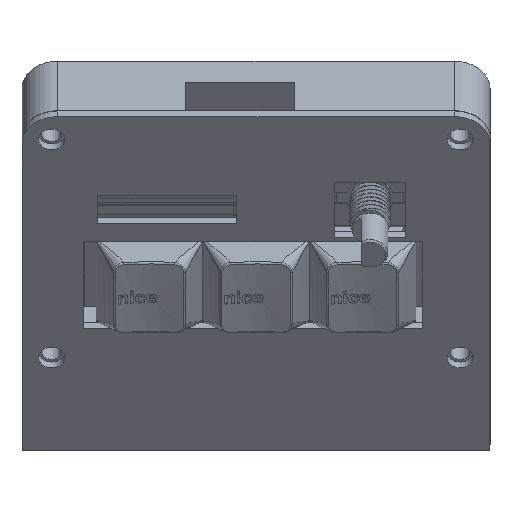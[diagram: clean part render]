
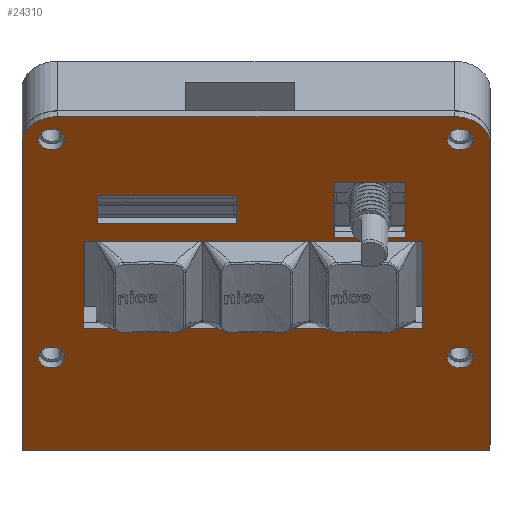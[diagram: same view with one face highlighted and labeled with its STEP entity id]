
A CAD part, top view. The second image highlights one B-rep face of the part: STEP entity #24310.
In plain terms, the highlighted planar face has unit normal (0, -0.643, 0.766).
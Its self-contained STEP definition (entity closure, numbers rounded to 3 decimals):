
#1807=FACE_BOUND('',#4317,.T.);
#1808=FACE_BOUND('',#4318,.T.);
#1809=FACE_BOUND('',#4319,.T.);
#1810=FACE_BOUND('',#4320,.T.);
#1811=FACE_BOUND('',#4321,.T.);
#1812=FACE_BOUND('',#4322,.T.);
#1813=FACE_BOUND('',#4323,.T.);
#1862=CIRCLE('',#25344,6.);
#1869=CIRCLE('',#25354,6.);
#1870=CIRCLE('',#25455,2.25);
#1871=CIRCLE('',#25457,2.25);
#1872=CIRCLE('',#25459,2.25);
#1873=CIRCLE('',#25461,2.25);
#2924=FACE_OUTER_BOUND('',#4316,.T.);
#4316=EDGE_LOOP('',(#20076,#20077,#20078,#20079,#20080,#20081));
#4317=EDGE_LOOP('',(#20082));
#4318=EDGE_LOOP('',(#20083));
#4319=EDGE_LOOP('',(#20084));
#4320=EDGE_LOOP('',(#20085));
#4321=EDGE_LOOP('',(#20086,#20087,#20088,#20089));
#4322=EDGE_LOOP('',(#20090,#20091,#20092,#20093));
#4323=EDGE_LOOP('',(#20094,#20095,#20096,#20097));
#5841=LINE('',#34545,#8419);
#5844=LINE('',#34551,#8422);
#5849=LINE('',#34560,#8427);
#5851=LINE('',#34563,#8429);
#5941=LINE('',#35983,#8519);
#6361=LINE('',#41028,#8939);
#6363=LINE('',#41032,#8941);
#6365=LINE('',#41035,#8943);
#6367=LINE('',#41040,#8945);
#6369=LINE('',#41044,#8947);
#6371=LINE('',#41048,#8949);
#6373=LINE('',#41051,#8951);
#6375=LINE('',#41056,#8953);
#6377=LINE('',#41060,#8955);
#6379=LINE('',#41064,#8957);
#6381=LINE('',#41067,#8959);
#8419=VECTOR('',#28001,10.);
#8422=VECTOR('',#28006,10.);
#8427=VECTOR('',#28013,10.);
#8429=VECTOR('',#28017,10.);
#8519=VECTOR('',#28127,10.);
#8939=VECTOR('',#28767,10.);
#8941=VECTOR('',#28771,10.);
#8943=VECTOR('',#28775,10.);
#8945=VECTOR('',#28779,10.);
#8947=VECTOR('',#28783,10.);
#8949=VECTOR('',#28787,10.);
#8951=VECTOR('',#28791,10.);
#8953=VECTOR('',#28795,10.);
#8955=VECTOR('',#28799,10.);
#8957=VECTOR('',#28803,10.);
#8959=VECTOR('',#28807,10.);
#10717=VERTEX_POINT('',#34541);
#10719=VERTEX_POINT('',#34544);
#10721=VERTEX_POINT('',#34550);
#10724=VERTEX_POINT('',#34558);
#10725=VERTEX_POINT('',#34565);
#10726=VERTEX_POINT('',#34566);
#11024=VERTEX_POINT('',#35982);
#11025=VERTEX_POINT('',#35986);
#11415=VERTEX_POINT('',#41011);
#11416=VERTEX_POINT('',#41015);
#11417=VERTEX_POINT('',#41019);
#11418=VERTEX_POINT('',#41023);
#11419=VERTEX_POINT('',#41027);
#11420=VERTEX_POINT('',#41031);
#11421=VERTEX_POINT('',#41037);
#11422=VERTEX_POINT('',#41039);
#11423=VERTEX_POINT('',#41043);
#11424=VERTEX_POINT('',#41047);
#11425=VERTEX_POINT('',#41053);
#11426=VERTEX_POINT('',#41055);
#11427=VERTEX_POINT('',#41059);
#11428=VERTEX_POINT('',#41063);
#13387=EDGE_CURVE('',#10717,#10719,#5841,.T.);
#13390=EDGE_CURVE('',#10719,#10721,#5844,.T.);
#13395=EDGE_CURVE('',#10724,#10717,#5849,.T.);
#13397=EDGE_CURVE('',#10721,#10724,#5851,.T.);
#13398=EDGE_CURVE('',#10725,#10726,#1862,.T.);
#13698=EDGE_CURVE('',#11024,#10726,#5941,.T.);
#13700=EDGE_CURVE('',#11024,#11025,#1869,.T.);
#14426=EDGE_CURVE('',#11415,#11415,#1870,.T.);
#14428=EDGE_CURVE('',#11416,#11416,#1871,.T.);
#14430=EDGE_CURVE('',#11417,#11417,#1872,.T.);
#14432=EDGE_CURVE('',#11418,#11418,#1873,.T.);
#14433=EDGE_CURVE('',#11419,#11025,#6361,.T.);
#14435=EDGE_CURVE('',#11420,#11419,#6363,.T.);
#14437=EDGE_CURVE('',#10725,#11420,#6365,.T.);
#14439=EDGE_CURVE('',#11422,#11421,#6367,.T.);
#14441=EDGE_CURVE('',#11423,#11422,#6369,.T.);
#14443=EDGE_CURVE('',#11424,#11423,#6371,.T.);
#14445=EDGE_CURVE('',#11421,#11424,#6373,.T.);
#14447=EDGE_CURVE('',#11426,#11425,#6375,.T.);
#14449=EDGE_CURVE('',#11427,#11426,#6377,.T.);
#14451=EDGE_CURVE('',#11428,#11427,#6379,.T.);
#14453=EDGE_CURVE('',#11425,#11428,#6381,.T.);
#20076=ORIENTED_EDGE('',*,*,#13398,.F.);
#20077=ORIENTED_EDGE('',*,*,#14437,.T.);
#20078=ORIENTED_EDGE('',*,*,#14435,.T.);
#20079=ORIENTED_EDGE('',*,*,#14433,.T.);
#20080=ORIENTED_EDGE('',*,*,#13700,.F.);
#20081=ORIENTED_EDGE('',*,*,#13698,.T.);
#20082=ORIENTED_EDGE('',*,*,#14426,.T.);
#20083=ORIENTED_EDGE('',*,*,#14428,.T.);
#20084=ORIENTED_EDGE('',*,*,#14430,.T.);
#20085=ORIENTED_EDGE('',*,*,#14432,.T.);
#20086=ORIENTED_EDGE('',*,*,#13387,.F.);
#20087=ORIENTED_EDGE('',*,*,#13395,.F.);
#20088=ORIENTED_EDGE('',*,*,#13397,.F.);
#20089=ORIENTED_EDGE('',*,*,#13390,.F.);
#20090=ORIENTED_EDGE('',*,*,#14453,.T.);
#20091=ORIENTED_EDGE('',*,*,#14451,.T.);
#20092=ORIENTED_EDGE('',*,*,#14449,.T.);
#20093=ORIENTED_EDGE('',*,*,#14447,.T.);
#20094=ORIENTED_EDGE('',*,*,#14445,.T.);
#20095=ORIENTED_EDGE('',*,*,#14443,.T.);
#20096=ORIENTED_EDGE('',*,*,#14441,.T.);
#20097=ORIENTED_EDGE('',*,*,#14439,.T.);
#23119=PLANE('',#25473);
#24310=ADVANCED_FACE('',(#2924,#1807,#1808,#1809,#1810,#1811,#1812,#1813),
#23119,.T.);
#25344=AXIS2_PLACEMENT_3D('',#34567,#28020,#28021);
#25354=AXIS2_PLACEMENT_3D('',#35987,#28131,#28132);
#25455=AXIS2_PLACEMENT_3D('',#41013,#28748,#28749);
#25457=AXIS2_PLACEMENT_3D('',#41017,#28753,#28754);
#25459=AXIS2_PLACEMENT_3D('',#41021,#28758,#28759);
#25461=AXIS2_PLACEMENT_3D('',#41025,#28763,#28764);
#25473=AXIS2_PLACEMENT_3D('',#41068,#28808,#28809);
#28001=DIRECTION('',(0.,-0.766,-0.643));
#28006=DIRECTION('',(1.,0.,0.));
#28013=DIRECTION('',(-1.,0.,0.));
#28017=DIRECTION('',(0.,0.766,0.643));
#28020=DIRECTION('center_axis',(0.,0.643,-0.766));
#28021=DIRECTION('ref_axis',(-0.707,0.542,0.455));
#28127=DIRECTION('',(-1.,0.,0.));
#28131=DIRECTION('center_axis',(0.,0.643,-0.766));
#28132=DIRECTION('ref_axis',(0.707,0.542,0.455));
#28748=DIRECTION('center_axis',(0.,0.643,-0.766));
#28749=DIRECTION('ref_axis',(1.,0.,0.));
#28753=DIRECTION('center_axis',(0.,0.643,-0.766));
#28754=DIRECTION('ref_axis',(1.,0.,0.));
#28758=DIRECTION('center_axis',(0.,0.643,-0.766));
#28759=DIRECTION('ref_axis',(1.,0.,0.));
#28763=DIRECTION('center_axis',(0.,0.643,-0.766));
#28764=DIRECTION('ref_axis',(1.,0.,0.));
#28767=DIRECTION('',(0.,0.766,0.643));
#28771=DIRECTION('',(1.,0.,0.));
#28775=DIRECTION('',(0.,-0.766,-0.643));
#28779=DIRECTION('',(1.,0.,0.));
#28783=DIRECTION('',(0.,0.766,0.643));
#28787=DIRECTION('',(-1.,0.,0.));
#28791=DIRECTION('',(0.,-0.766,-0.643));
#28795=DIRECTION('',(0.,-0.766,-0.643));
#28799=DIRECTION('',(1.,0.,0.));
#28803=DIRECTION('',(0.,0.766,0.643));
#28807=DIRECTION('',(-1.,0.,0.));
#28808=DIRECTION('center_axis',(0.,-0.643,0.766));
#28809=DIRECTION('ref_axis',(1.,0.,0.));
#34541=CARTESIAN_POINT('',(-36.354,24.709,37.19));
#34544=CARTESIAN_POINT('',(-36.354,20.113,33.333));
#34545=CARTESIAN_POINT('',(-36.354,17.049,30.762));
#34550=CARTESIAN_POINT('',(-12.854,20.113,33.333));
#34551=CARTESIAN_POINT('',(-8.854,20.113,33.333));
#34558=CARTESIAN_POINT('',(-12.854,24.709,37.19));
#34560=CARTESIAN_POINT('',(-38.354,24.709,37.19));
#34563=CARTESIAN_POINT('',(-12.854,26.241,38.476));
#34565=CARTESIAN_POINT('',(-49.094,33.465,44.537));
#34566=CARTESIAN_POINT('',(-43.094,38.061,48.394));
#34567=CARTESIAN_POINT('Origin',(-43.094,33.465,44.537));
#35982=CARTESIAN_POINT('',(23.906,38.061,48.394));
#35983=CARTESIAN_POINT('',(-49.094,38.061,48.394));
#35986=CARTESIAN_POINT('',(29.906,33.465,44.537));
#35987=CARTESIAN_POINT('Origin',(23.906,33.465,44.537));
#41011=CARTESIAN_POINT('',(22.656,34.231,45.18));
#41013=CARTESIAN_POINT('Origin',(24.906,34.231,45.18));
#41015=CARTESIAN_POINT('',(-46.344,34.231,45.18));
#41017=CARTESIAN_POINT('Origin',(-44.094,34.231,45.18));
#41019=CARTESIAN_POINT('',(22.656,-2.539,14.326));
#41021=CARTESIAN_POINT('Origin',(24.906,-2.539,14.326));
#41023=CARTESIAN_POINT('',(-46.344,-2.539,14.326));
#41025=CARTESIAN_POINT('Origin',(-44.094,-2.539,14.326));
#41027=CARTESIAN_POINT('',(29.906,-18.243,1.149));
#41028=CARTESIAN_POINT('',(29.906,38.061,48.394));
#41031=CARTESIAN_POINT('',(-49.094,-18.243,1.149));
#41032=CARTESIAN_POINT('',(29.906,-18.243,1.149));
#41035=CARTESIAN_POINT('',(-49.094,-18.243,1.149));
#41037=CARTESIAN_POINT('',(18.476,16.972,30.698));
#41039=CARTESIAN_POINT('',(-38.674,16.972,30.698));
#41040=CARTESIAN_POINT('',(-0.574,16.972,30.698));
#41043=CARTESIAN_POINT('',(-38.674,2.379,18.453));
#41044=CARTESIAN_POINT('',(-38.674,2.379,18.453));
#41047=CARTESIAN_POINT('',(18.476,2.379,18.453));
#41048=CARTESIAN_POINT('',(-19.624,2.379,18.453));
#41051=CARTESIAN_POINT('',(18.476,16.972,30.698));
#41053=CARTESIAN_POINT('',(15.666,17.707,31.315));
#41055=CARTESIAN_POINT('',(15.666,26.9,39.029));
#41056=CARTESIAN_POINT('',(15.666,26.9,39.029));
#41059=CARTESIAN_POINT('',(3.666,26.9,39.029));
#41060=CARTESIAN_POINT('',(3.666,26.9,39.029));
#41063=CARTESIAN_POINT('',(3.666,17.707,31.315));
#41064=CARTESIAN_POINT('',(3.666,17.707,31.315));
#41067=CARTESIAN_POINT('',(15.666,17.707,31.315));
#41068=CARTESIAN_POINT('Origin',(-10.094,16.229,30.075));
